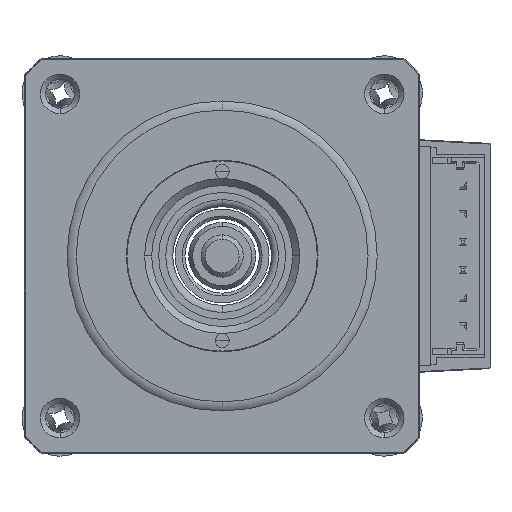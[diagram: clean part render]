
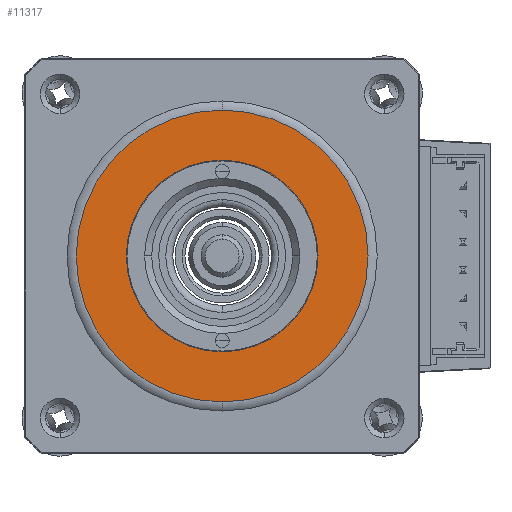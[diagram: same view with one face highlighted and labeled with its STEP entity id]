
A CAD part, left-side view. The second image highlights one B-rep face of the part: STEP entity #11317.
In plain terms, the highlighted planar face has unit normal (-1, 0, 0).
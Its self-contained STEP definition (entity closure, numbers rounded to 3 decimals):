
#87 = FACE_OUTER_BOUND ( 'NONE', #6371, .T. ) ;
#715 = DIRECTION ( 'NONE',  ( -1., 0., 0. ) ) ;
#789 = ORIENTED_EDGE ( 'NONE', *, *, #12724, .T. ) ;
#1033 = DIRECTION ( 'NONE',  ( 1., 0., 0. ) ) ;
#1248 = VERTEX_POINT ( 'NONE', #1410 ) ;
#1410 = CARTESIAN_POINT ( 'NONE',  ( -17.25, 0., -6.75 ) ) ;
#1484 = AXIS2_PLACEMENT_3D ( 'NONE', #7611, #715, #8746 ) ;
#1946 = CIRCLE ( 'NONE', #8570, 6.75 ) ;
#3530 = CARTESIAN_POINT ( 'NONE',  ( -17.25, 0., -10.35 ) ) ;
#4572 = CIRCLE ( 'NONE', #7231, 10.35 ) ;
#4622 = DIRECTION ( 'NONE',  ( 1., 0., 0. ) ) ;
#4915 = PLANE ( 'NONE',  #13904 ) ;
#4938 = CARTESIAN_POINT ( 'NONE',  ( -17.25, 0., 0. ) ) ;
#5421 = AXIS2_PLACEMENT_3D ( 'NONE', #7926, #1033, #9046 ) ;
#5840 = FACE_BOUND ( 'NONE', #9646, .T. ) ;
#6049 = DIRECTION ( 'NONE',  ( 0., 0., -1. ) ) ;
#6090 = DIRECTION ( 'NONE',  ( 0., 0., -1. ) ) ;
#6223 = ORIENTED_EDGE ( 'NONE', *, *, #10466, .T. ) ;
#6371 = EDGE_LOOP ( 'NONE', ( #12586, #789 ) ) ;
#6416 = CIRCLE ( 'NONE', #5421, 6.75 ) ;
#6857 = CARTESIAN_POINT ( 'NONE',  ( -17.25, 0., 10.35 ) ) ;
#7231 = AXIS2_PLACEMENT_3D ( 'NONE', #4938, #12866, #6090 ) ;
#7611 = CARTESIAN_POINT ( 'NONE',  ( -17.25, 0., 0. ) ) ;
#7905 = CIRCLE ( 'NONE', #1484, 10.35 ) ;
#7926 = CARTESIAN_POINT ( 'NONE',  ( -17.25, 0., 0. ) ) ;
#8335 = EDGE_CURVE ( 'NONE', #10567, #9938, #7905, .T. ) ;
#8570 = AXIS2_PLACEMENT_3D ( 'NONE', #11435, #4622, #12558 ) ;
#8746 = DIRECTION ( 'NONE',  ( 0., 0., -1. ) ) ;
#8874 = ORIENTED_EDGE ( 'NONE', *, *, #14606, .T. ) ;
#9046 = DIRECTION ( 'NONE',  ( 0., 0., -1. ) ) ;
#9646 = EDGE_LOOP ( 'NONE', ( #8874, #6223 ) ) ;
#9938 = VERTEX_POINT ( 'NONE', #6857 ) ;
#10294 = CARTESIAN_POINT ( 'NONE',  ( -17.25, 0., 6.75 ) ) ;
#10466 = EDGE_CURVE ( 'NONE', #10519, #1248, #6416, .T. ) ;
#10519 = VERTEX_POINT ( 'NONE', #10294 ) ;
#10567 = VERTEX_POINT ( 'NONE', #3530 ) ;
#10581 = CARTESIAN_POINT ( 'NONE',  ( -17.25, -0.053, 0. ) ) ;
#11317 = ADVANCED_FACE ( 'NONE', ( #5840, #87 ), #4915, .F. ) ;
#11435 = CARTESIAN_POINT ( 'NONE',  ( -17.25, 0., 0. ) ) ;
#12558 = DIRECTION ( 'NONE',  ( 0., 0., -1. ) ) ;
#12586 = ORIENTED_EDGE ( 'NONE', *, *, #8335, .T. ) ;
#12724 = EDGE_CURVE ( 'NONE', #9938, #10567, #4572, .T. ) ;
#12839 = DIRECTION ( 'NONE',  ( 1., 0., 0. ) ) ;
#12866 = DIRECTION ( 'NONE',  ( -1., 0., 0. ) ) ;
#13904 = AXIS2_PLACEMENT_3D ( 'NONE', #10581, #12839, #6049 ) ;
#14606 = EDGE_CURVE ( 'NONE', #1248, #10519, #1946, .T. ) ;
